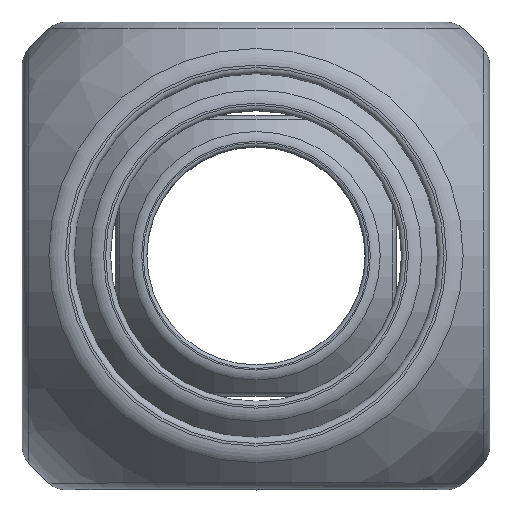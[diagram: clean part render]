
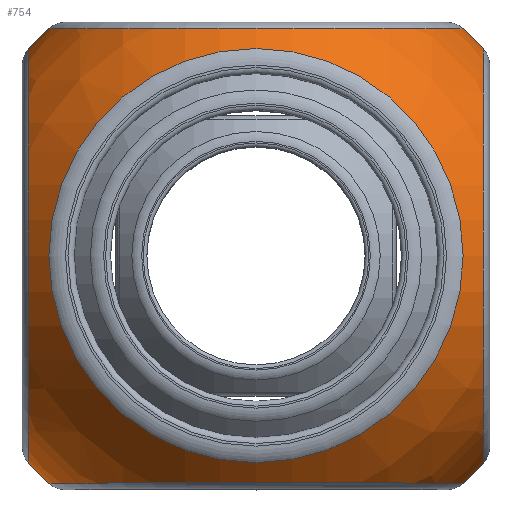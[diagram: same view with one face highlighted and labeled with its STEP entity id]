
A CAD part, top view. The second image highlights one B-rep face of the part: STEP entity #754.
In plain terms, the highlighted spherical face has radius 25 mm.
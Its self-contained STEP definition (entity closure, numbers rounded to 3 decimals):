
#51=SPHERICAL_SURFACE('',#840,25.);
#75=FACE_BOUND('',#232,.T.);
#76=FACE_BOUND('',#233,.T.);
#77=FACE_BOUND('',#234,.T.);
#78=FACE_BOUND('',#235,.T.);
#79=FACE_BOUND('',#236,.T.);
#80=FACE_BOUND('',#237,.T.);
#232=EDGE_LOOP('',(#592));
#233=EDGE_LOOP('',(#593));
#234=EDGE_LOOP('',(#594));
#235=EDGE_LOOP('',(#595));
#236=EDGE_LOOP('',(#596));
#237=EDGE_LOOP('',(#597));
#362=CIRCLE('',#839,16.839);
#363=CIRCLE('',#841,16.839);
#364=CIRCLE('',#842,16.839);
#365=CIRCLE('',#843,16.839);
#366=CIRCLE('',#844,16.839);
#367=CIRCLE('',#845,16.839);
#434=VERTEX_POINT('',#1274);
#435=VERTEX_POINT('',#1277);
#436=VERTEX_POINT('',#1279);
#437=VERTEX_POINT('',#1281);
#438=VERTEX_POINT('',#1283);
#439=VERTEX_POINT('',#1285);
#506=EDGE_CURVE('',#434,#434,#362,.T.);
#507=EDGE_CURVE('',#435,#435,#363,.T.);
#508=EDGE_CURVE('',#436,#436,#364,.T.);
#509=EDGE_CURVE('',#437,#437,#365,.T.);
#510=EDGE_CURVE('',#438,#438,#366,.T.);
#511=EDGE_CURVE('',#439,#439,#367,.T.);
#592=ORIENTED_EDGE('',*,*,#507,.F.);
#593=ORIENTED_EDGE('',*,*,#508,.F.);
#594=ORIENTED_EDGE('',*,*,#509,.F.);
#595=ORIENTED_EDGE('',*,*,#510,.F.);
#596=ORIENTED_EDGE('',*,*,#511,.F.);
#597=ORIENTED_EDGE('',*,*,#506,.F.);
#754=ADVANCED_FACE('',(#75,#76,#77,#78,#79,#80),#51,.T.);
#839=AXIS2_PLACEMENT_3D('',#1275,#1011,#1012);
#840=AXIS2_PLACEMENT_3D('',#1276,#1013,#1014);
#841=AXIS2_PLACEMENT_3D('',#1278,#1015,#1016);
#842=AXIS2_PLACEMENT_3D('',#1280,#1017,#1018);
#843=AXIS2_PLACEMENT_3D('',#1282,#1019,#1020);
#844=AXIS2_PLACEMENT_3D('',#1284,#1021,#1022);
#845=AXIS2_PLACEMENT_3D('',#1286,#1023,#1024);
#1011=DIRECTION('center_axis',(-1.,0.,0.));
#1012=DIRECTION('ref_axis',(0.,0.,1.));
#1013=DIRECTION('center_axis',(0.,0.,1.));
#1014=DIRECTION('ref_axis',(1.,0.,0.));
#1015=DIRECTION('center_axis',(0.,1.,0.));
#1016=DIRECTION('ref_axis',(0.,0.,1.));
#1017=DIRECTION('center_axis',(1.,0.,0.));
#1018=DIRECTION('ref_axis',(0.,0.,-1.));
#1019=DIRECTION('center_axis',(0.,0.,1.));
#1020=DIRECTION('ref_axis',(0.,-1.,0.));
#1021=DIRECTION('center_axis',(0.,-1.,0.));
#1022=DIRECTION('ref_axis',(0.,0.,-1.));
#1023=DIRECTION('center_axis',(0.,0.,-1.));
#1024=DIRECTION('ref_axis',(0.,1.,0.));
#1274=CARTESIAN_POINT('',(-18.478,0.,-16.839));
#1275=CARTESIAN_POINT('Origin',(-18.478,0.,0.));
#1276=CARTESIAN_POINT('Origin',(0.,0.,0.));
#1277=CARTESIAN_POINT('',(0.,18.478,-16.839));
#1278=CARTESIAN_POINT('Origin',(0.,18.478,0.));
#1279=CARTESIAN_POINT('',(18.478,0.,16.839));
#1280=CARTESIAN_POINT('Origin',(18.478,0.,0.));
#1281=CARTESIAN_POINT('',(0.,16.839,18.478));
#1282=CARTESIAN_POINT('Origin',(0.,0.,18.478));
#1283=CARTESIAN_POINT('',(0.,-18.478,16.839));
#1284=CARTESIAN_POINT('Origin',(0.,-18.478,0.));
#1285=CARTESIAN_POINT('',(0.,-16.839,-18.478));
#1286=CARTESIAN_POINT('Origin',(0.,0.,-18.478));
